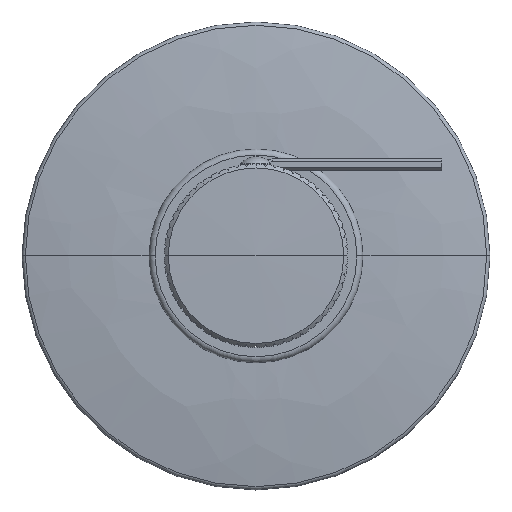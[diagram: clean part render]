
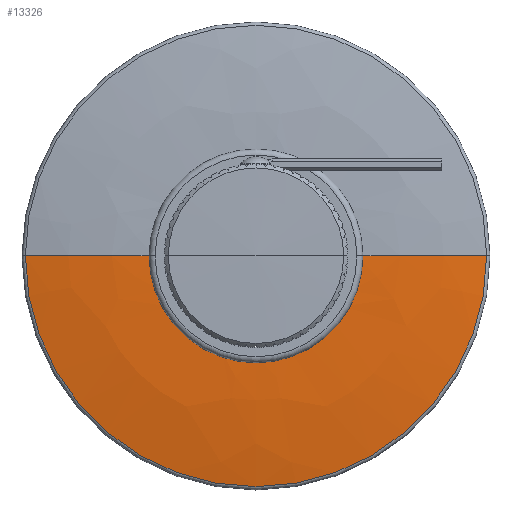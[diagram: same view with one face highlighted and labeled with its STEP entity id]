
A CAD part, top view. The second image highlights one B-rep face of the part: STEP entity #13326.
In plain terms, the highlighted free-form (B-spline) face has degree [3, 3] with [7, 4] control points.
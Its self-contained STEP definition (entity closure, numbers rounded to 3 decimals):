
#12979=CARTESIAN_POINT('',(0.,6.149,0.));
#12980=DIRECTION('',(0.,1.,0.));
#12981=DIRECTION('',(1.,0.,0.));
#12982=AXIS2_PLACEMENT_3D('',#12979,#12980,#12981);
#12987=CARTESIAN_POINT('',(25.,-174.,0.));
#12988=DIRECTION('',(0.,0.,1.));
#12989=DIRECTION('',(0.176,0.984,0.));
#12990=AXIS2_PLACEMENT_3D('',#12987,#12988,#12989);
#12995=CARTESIAN_POINT('',(-25.,-174.,0.));
#12996=DIRECTION('',(0.,0.,-1.));
#12997=DIRECTION('',(-0.176,0.984,0.));
#12998=AXIS2_PLACEMENT_3D('',#12995,#12996,#12997);
#13017=CARTESIAN_POINT('',(0.,9.,0.));
#13018=DIRECTION('',(0.,1.,0.));
#13019=DIRECTION('',(1.,0.,0.));
#13020=AXIS2_PLACEMENT_3D('',#13017,#13018,#13019);
#13189=CARTESIAN_POINT('',(25.,9.,0.));
#13191=VERTEX_POINT('',#13189);
#13193=CARTESIAN_POINT('',(-25.,9.,0.));
#13195=VERTEX_POINT('',#13193);
#13205=CARTESIAN_POINT('',(57.176,6.149,0.));
#13206=CARTESIAN_POINT('',(-57.176,6.149,
0.));
#13207=VERTEX_POINT('',#13205);
#13208=VERTEX_POINT('',#13206);
#13290=CARTESIAN_POINT('',(-24.305,8.999,
1.529));
#13291=CARTESIAN_POINT('',(-35.511,9.039,
2.234));
#13292=CARTESIAN_POINT('',(-46.674,8.048,
2.936));
#13293=CARTESIAN_POINT('',(-57.698,6.034,
3.63));
#13294=CARTESIAN_POINT('',(-25.246,8.999,
-13.428));
#13295=CARTESIAN_POINT('',(-36.886,9.039,
-19.619));
#13296=CARTESIAN_POINT('',(-48.481,8.048,
-25.786));
#13297=CARTESIAN_POINT('',(-59.932,6.034,
-31.877));
#13298=CARTESIAN_POINT('',(-14.987,8.999,
-24.353));
#13299=CARTESIAN_POINT('',(-21.897,9.039,
-35.581));
#13300=CARTESIAN_POINT('',(-28.78,8.048,
-46.766));
#13301=CARTESIAN_POINT('',(-35.578,6.034,
-57.812));
#13302=CARTESIAN_POINT('',(0.,8.999,
-24.353));
#13303=CARTESIAN_POINT('',(0.,9.039,
-35.581));
#13304=CARTESIAN_POINT('',(0.,8.048,
-46.766));
#13305=CARTESIAN_POINT('',(0.,6.034,-57.812));
#13306=CARTESIAN_POINT('',(14.987,8.999,
-24.353));
#13307=CARTESIAN_POINT('',(21.897,9.039,
-35.581));
#13308=CARTESIAN_POINT('',(28.78,8.048,
-46.766));
#13309=CARTESIAN_POINT('',(35.578,6.034,
-57.812));
#13310=CARTESIAN_POINT('',(25.246,8.999,
-13.428));
#13311=CARTESIAN_POINT('',(36.886,9.039,
-19.619));
#13312=CARTESIAN_POINT('',(48.481,8.048,
-25.786));
#13313=CARTESIAN_POINT('',(59.932,6.034,
-31.877));
#13314=CARTESIAN_POINT('',(24.305,8.999,1.529));
#13315=CARTESIAN_POINT('',(35.511,9.039,2.234));
#13316=CARTESIAN_POINT('',(46.674,8.048,2.936));
#13317=CARTESIAN_POINT('',(57.698,6.034,3.63));
#13318=(BOUNDED_SURFACE()B_SPLINE_SURFACE(3,3,((#13290,#13291,#13292,#13293),(
#13294,#13295,#13296,#13297),(#13298,#13299,#13300,#13301),(#13302,#13303,
#13304,#13305),(#13306,#13307,#13308,#13309),(#13310,#13311,#13312,#13313),(
#13314,#13315,#13316,#13317)),.UNSPECIFIED.,.F.,.F.,.F.)B_SPLINE_SURFACE_WITH_KNOTS((4,3,4),(4,4),(0.,1.,2.),(0.,1.),.UNSPECIFIED.)GEOMETRIC_REPRESENTATION_ITEM()RATIONAL_B_SPLINE_SURFACE(((1.19,1.186,
1.186,1.19),(0.94,0.937,
0.937,0.94),(0.94,0.937,
0.937,0.94),(1.19,1.186,
1.186,1.19),(0.94,0.937,
0.937,0.94),(0.94,0.937,
0.937,0.94),(1.19,1.186,
1.186,1.19)))REPRESENTATION_ITEM('')SURFACE());
#13319=ORIENTED_EDGE('',*,*,#13281,.F.);
#13320=ORIENTED_EDGE('',*,*,#13256,.T.);
#13322=ORIENTED_EDGE('',*,*,#13321,.T.);
#13323=ORIENTED_EDGE('',*,*,#13252,.F.);
#13324=EDGE_LOOP('',(#13319,#13320,#13322,#13323));
#13325=FACE_OUTER_BOUND('',#13324,.F.);
#13326=ADVANCED_FACE('',(#13325),#13318,.T.);
#12983=CIRCLE('',#12982,57.176);
#12991=CIRCLE('',#12990,183.);
#12999=CIRCLE('',#12998,183.);
#13021=CIRCLE('',#13020,25.);
#13252=EDGE_CURVE('',#13208,#13195,#12999,.T.);
#13256=EDGE_CURVE('',#13207,#13191,#12991,.T.);
#13281=EDGE_CURVE('',#13207,#13208,#12983,.T.);
#13321=EDGE_CURVE('',#13191,#13195,#13021,.T.);
